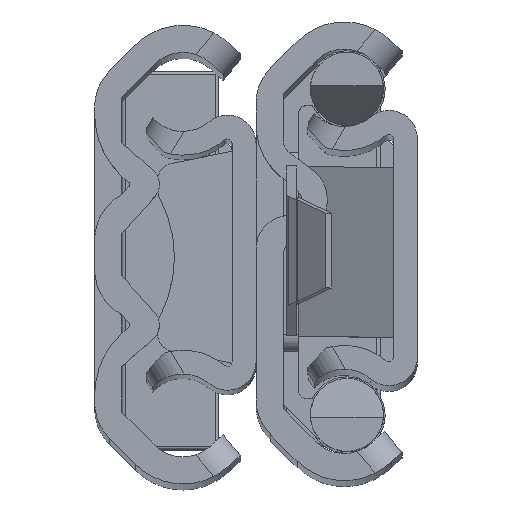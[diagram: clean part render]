
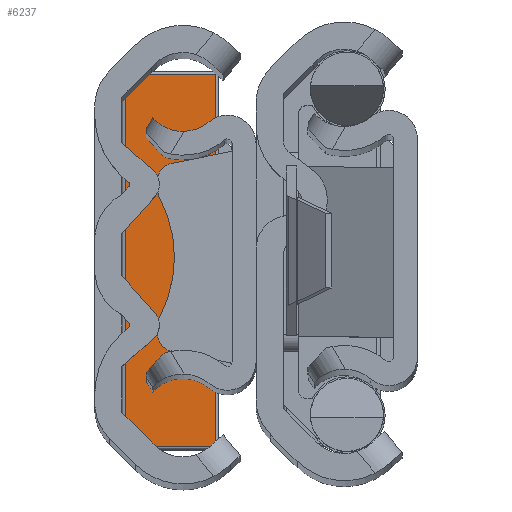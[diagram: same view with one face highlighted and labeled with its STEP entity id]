
A CAD part, top view. The second image highlights one B-rep face of the part: STEP entity #6237.
In plain terms, the highlighted planar face has unit normal (0, 0, 1).
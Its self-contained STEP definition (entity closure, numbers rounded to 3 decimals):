
#310 = CARTESIAN_POINT ( 'NONE',  ( 10.95, 0.2, 3.25 ) ) ;
#771 = DIRECTION ( 'NONE',  ( 0., -1., 0. ) ) ;
#1194 = VECTOR ( 'NONE', #8812, 1000. ) ;
#1296 = LINE ( 'NONE', #4888, #2798 ) ;
#1381 = CARTESIAN_POINT ( 'NONE',  ( 10.95, 5.7, 3.25 ) ) ;
#1660 = VECTOR ( 'NONE', #771, 1000. ) ;
#1788 = CARTESIAN_POINT ( 'NONE',  ( -10.95, 5.7, 3.25 ) ) ;
#1994 = CARTESIAN_POINT ( 'NONE',  ( -10.95, 5.5, 3.25 ) ) ;
#2712 = ORIENTED_EDGE ( 'NONE', *, *, #3262, .T. ) ;
#2798 = VECTOR ( 'NONE', #6715, 1000. ) ;
#3262 = EDGE_CURVE ( 'NONE', #9388, #11480, #6089, .T. ) ;
#3472 = EDGE_LOOP ( 'NONE', ( #9407, #2712, #8256, #8204 ) ) ;
#3600 = EDGE_CURVE ( 'NONE', #3630, #9388, #1296, .T. ) ;
#3630 = VERTEX_POINT ( 'NONE', #9865 ) ;
#4209 = DIRECTION ( 'NONE',  ( 0., 0., -1. ) ) ;
#4888 = CARTESIAN_POINT ( 'NONE',  ( -11.15, 5.5, 3.25 ) ) ;
#5499 = AXIS2_PLACEMENT_3D ( 'NONE', #10585, #4209, #11590 ) ;
#6089 = LINE ( 'NONE', #1788, #1660 ) ;
#6237 = ADVANCED_FACE ( 'NONE', ( #7924 ), #7861, .F. ) ;
#6715 = DIRECTION ( 'NONE',  ( -1., 0., 0. ) ) ;
#6737 = LINE ( 'NONE', #1381, #1194 ) ;
#7019 = DIRECTION ( 'NONE',  ( 1., 0., 0. ) ) ;
#7861 = PLANE ( 'NONE',  #5499 ) ;
#7924 = FACE_OUTER_BOUND ( 'NONE', #3472, .T. ) ;
#8204 = ORIENTED_EDGE ( 'NONE', *, *, #9540, .T. ) ;
#8256 = ORIENTED_EDGE ( 'NONE', *, *, #11123, .T. ) ;
#8812 = DIRECTION ( 'NONE',  ( 0., 1., 0. ) ) ;
#9075 = CARTESIAN_POINT ( 'NONE',  ( -10.95, 0.2, 3.25 ) ) ;
#9297 = VECTOR ( 'NONE', #7019, 1000. ) ;
#9388 = VERTEX_POINT ( 'NONE', #1994 ) ;
#9407 = ORIENTED_EDGE ( 'NONE', *, *, #3600, .T. ) ;
#9540 = EDGE_CURVE ( 'NONE', #11632, #3630, #6737, .T. ) ;
#9865 = CARTESIAN_POINT ( 'NONE',  ( 10.95, 5.5, 3.25 ) ) ;
#10452 = CARTESIAN_POINT ( 'NONE',  ( -11.15, 0.2, 3.25 ) ) ;
#10585 = CARTESIAN_POINT ( 'NONE',  ( -11.15, 5.7, 3.25 ) ) ;
#11123 = EDGE_CURVE ( 'NONE', #11480, #11632, #11521, .T. ) ;
#11480 = VERTEX_POINT ( 'NONE', #9075 ) ;
#11521 = LINE ( 'NONE', #10452, #9297 ) ;
#11590 = DIRECTION ( 'NONE',  ( -1., 0., 0. ) ) ;
#11632 = VERTEX_POINT ( 'NONE', #310 ) ;
